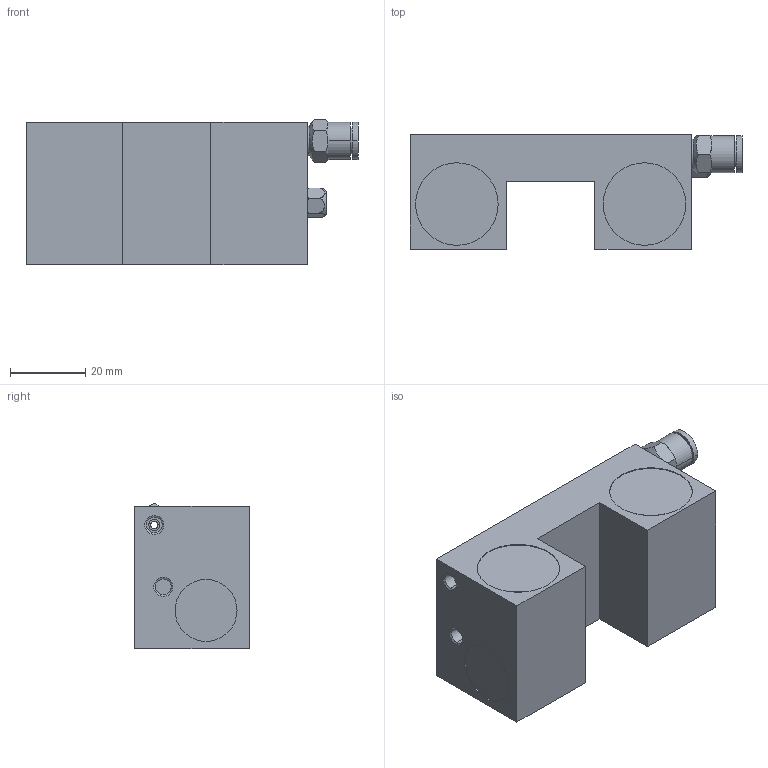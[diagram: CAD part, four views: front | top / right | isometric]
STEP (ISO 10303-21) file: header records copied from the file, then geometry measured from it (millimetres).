
FILE_DESCRIPTION (( 'STEP AP203' ), '1' );
FILE_NAME ('FK25B气压常开(配滚珠导轨）.STEP', '2023-08-01T03:13:43', ( '' ), ( '' ), 'SwSTEP 2.0', 'SolidWorks 2021', '' );
FILE_SCHEMA (( 'CONFIG_CONTROL_DESIGN' ));
Length unit declared in the file: millimetre
Products named in the file (4): M5秏汒ん1; PC6-M5眻辦脣; FK25B气压常开(配滚珠导轨）; FK25B翋极ㄗ38遵ㄘ
Assembly tree (3 placements, depth 2):
  FK25B气压常开(配滚珠导轨）
    FK25B翋极ㄗ38遵ㄘ
    M5秏汒ん1
    PC6-M5眻辦脣
Bounding box: 88.5 x 30.5 x 38.77 mm (x, y, z)
Volume: 68666.7 mm3; surface area: 17401.5 mm2
Topology: 3 solids, 3 shells, 139 faces, 316 edges, 196 vertices
Faces by surface type: cylinder 56, plane 47, cone 32, torus 4
Entity records: 4636 total; most frequent: CARTESIAN_POINT 1081, DIRECTION 698, ORIENTED_EDGE 616, EDGE_CURVE 308, AXIS2_PLACEMENT_3D 285, VERTEX_POINT 196, EDGE_LOOP 166, CIRCLE 140
